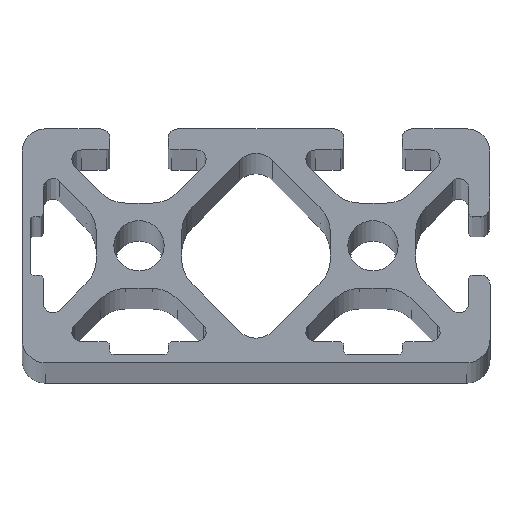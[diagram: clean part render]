
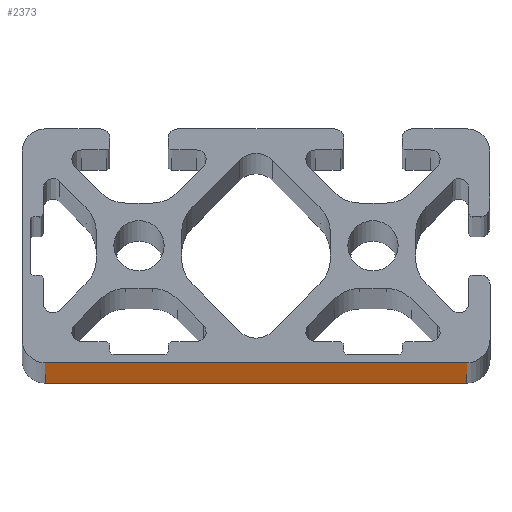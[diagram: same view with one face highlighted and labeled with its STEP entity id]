
A CAD part, top view. The second image highlights one B-rep face of the part: STEP entity #2373.
In plain terms, the highlighted planar face has unit normal (0, -1, 0).
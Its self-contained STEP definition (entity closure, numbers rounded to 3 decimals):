
#305=FACE_OUTER_BOUND($,#425,.T.);
#425=EDGE_LOOP($,(#1893,#1894,#1895,#1896));
#649=LINE($,#3931,#881);
#650=LINE($,#3934,#882);
#651=LINE($,#3936,#883);
#652=LINE($,#3937,#884);
#881=VECTOR($,#3218,1000.);
#882=VECTOR($,#3221,36.);
#883=VECTOR($,#3222,36.);
#884=VECTOR($,#3223,1000.);
#1117=VERTEX_POINT($,#3927);
#1118=VERTEX_POINT($,#3929);
#1119=VERTEX_POINT($,#3933);
#1120=VERTEX_POINT($,#3935);
#1447=EDGE_CURVE($,#1117,#1118,#649,.T.);
#1448=EDGE_CURVE($,#1119,#1117,#650,.T.);
#1449=EDGE_CURVE($,#1120,#1118,#651,.T.);
#1450=EDGE_CURVE($,#1119,#1120,#652,.T.);
#1893=ORIENTED_EDGE($,*,*,#1448,.T.);
#1894=ORIENTED_EDGE($,*,*,#1447,.T.);
#1895=ORIENTED_EDGE($,*,*,#1449,.F.);
#1896=ORIENTED_EDGE($,*,*,#1450,.F.);
#2264=PLANE($,#2594);
#2373=ADVANCED_FACE($,(#305),#2264,.T.);
#2594=AXIS2_PLACEMENT_3D($,#3932,#3219,#3220);
#3218=DIRECTION($,(0.,0.,1.));
#3219=DIRECTION('center_axis',(0.,-1.,0.));
#3220=DIRECTION('ref_axis',(1.,0.,0.));
#3221=DIRECTION($,(1.,0.,0.));
#3222=DIRECTION($,(1.,0.,0.));
#3223=DIRECTION($,(0.,0.,1.));
#3927=CARTESIAN_POINT('',(36.,0.,0.));
#3929=CARTESIAN_POINT('',(36.,0.,1000.));
#3931=CARTESIAN_POINT($,(36.,0.,0.));
#3932=CARTESIAN_POINT('Origin',(0.,0.,0.));
#3933=CARTESIAN_POINT('',(0.,0.,0.));
#3934=CARTESIAN_POINT($,(0.,0.,0.));
#3935=CARTESIAN_POINT('',(0.,0.,1000.));
#3936=CARTESIAN_POINT($,(0.,0.,1000.));
#3937=CARTESIAN_POINT($,(0.,0.,0.));
